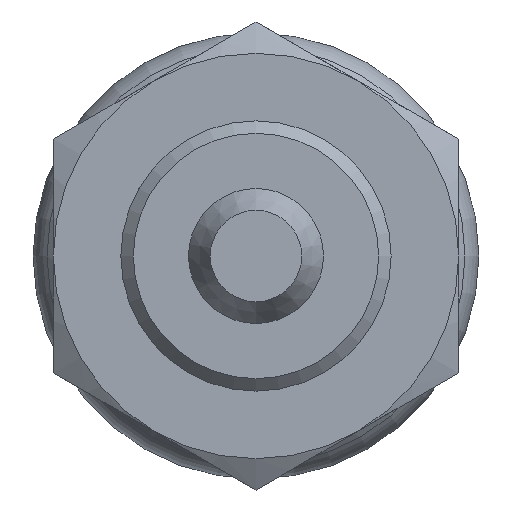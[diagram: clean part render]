
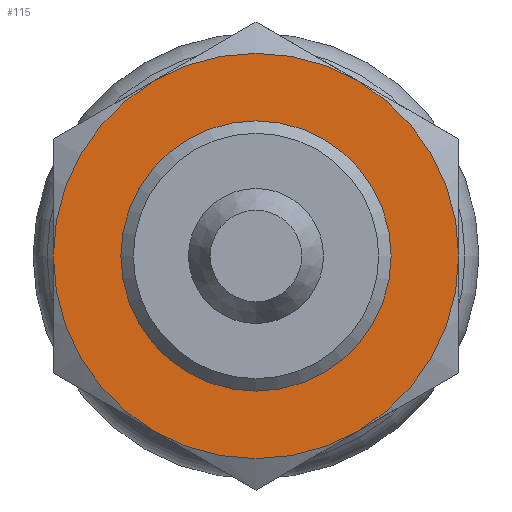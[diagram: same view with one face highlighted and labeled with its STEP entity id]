
A CAD part, front view. The second image highlights one B-rep face of the part: STEP entity #115.
In plain terms, the highlighted planar face has unit normal (0, -1, 0).
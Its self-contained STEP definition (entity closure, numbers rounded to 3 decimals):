
#115 = ADVANCED_FACE( '', ( #259, #260 ), #261, .F. );
#259 = FACE_BOUND( '', #431, .T. );
#260 = FACE_OUTER_BOUND( '', #432, .T. );
#261 = PLANE( '', #433 );
#431 = EDGE_LOOP( '', ( #694 ) );
#432 = EDGE_LOOP( '', ( #695, #696, #697, #698, #699, #700 ) );
#433 = AXIS2_PLACEMENT_3D( '', #701, #702, #703 );
#694 = ORIENTED_EDGE( '', *, *, #984, .F. );
#695 = ORIENTED_EDGE( '', *, *, #985, .T. );
#696 = ORIENTED_EDGE( '', *, *, #986, .T. );
#697 = ORIENTED_EDGE( '', *, *, #987, .T. );
#698 = ORIENTED_EDGE( '', *, *, #974, .T. );
#699 = ORIENTED_EDGE( '', *, *, #963, .T. );
#700 = ORIENTED_EDGE( '', *, *, #942, .T. );
#701 = CARTESIAN_POINT( '', ( 15., -31., 0. ) );
#702 = DIRECTION( '', ( 0., 1., 0. ) );
#703 = DIRECTION( '', ( 0., 0., 1. ) );
#942 = EDGE_CURVE( '', #1061, #1091, #1110, .T. );
#963 = EDGE_CURVE( '', #1098, #1061, #1141, .T. );
#974 = EDGE_CURVE( '', #1074, #1098, #1155, .T. );
#984 = EDGE_CURVE( '', #1169, #1169, #1170, .F. );
#985 = EDGE_CURVE( '', #1091, #1165, #1171, .T. );
#986 = EDGE_CURVE( '', #1165, #1172, #1173, .T. );
#987 = EDGE_CURVE( '', #1172, #1074, #1174, .T. );
#1061 = VERTEX_POINT( '', #1281 );
#1074 = VERTEX_POINT( '', #1320 );
#1091 = VERTEX_POINT( '', #1363 );
#1098 = VERTEX_POINT( '', #1396 );
#1110 = CIRCLE( '', #1432, 15. );
#1141 = CIRCLE( '', #1489, 15. );
#1155 = CIRCLE( '', #1503, 15. );
#1165 = VERTEX_POINT( '', #1528 );
#1169 = VERTEX_POINT( '', #1546 );
#1170 = CIRCLE( '', #1547, 10. );
#1171 = CIRCLE( '', #1548, 15. );
#1172 = VERTEX_POINT( '', #1549 );
#1173 = CIRCLE( '', #1550, 15. );
#1174 = CIRCLE( '', #1551, 15. );
#1281 = CARTESIAN_POINT( '', ( -7.5, -31., -12.99 ) );
#1320 = CARTESIAN_POINT( '', ( -7.5, -31., 12.99 ) );
#1363 = CARTESIAN_POINT( '', ( 7.5, -31., -12.99 ) );
#1396 = CARTESIAN_POINT( '', ( -15., -31., 0. ) );
#1432 = AXIS2_PLACEMENT_3D( '', #1697, #1698, #1699 );
#1489 = AXIS2_PLACEMENT_3D( '', #1726, #1727, #1728 );
#1503 = AXIS2_PLACEMENT_3D( '', #1750, #1751, #1752 );
#1528 = CARTESIAN_POINT( '', ( 15., -31., 0. ) );
#1546 = CARTESIAN_POINT( '', ( 0., -31., 10. ) );
#1547 = AXIS2_PLACEMENT_3D( '', #1757, #1758, #1759 );
#1548 = AXIS2_PLACEMENT_3D( '', #1760, #1761, #1762 );
#1549 = CARTESIAN_POINT( '', ( 7.5, -31., 12.99 ) );
#1550 = AXIS2_PLACEMENT_3D( '', #1763, #1764, #1765 );
#1551 = AXIS2_PLACEMENT_3D( '', #1766, #1767, #1768 );
#1697 = CARTESIAN_POINT( '', ( 0., -31., 0. ) );
#1698 = DIRECTION( '', ( 0., -1., 0. ) );
#1699 = DIRECTION( '', ( 0., 0., -1. ) );
#1726 = CARTESIAN_POINT( '', ( 0., -31., 0. ) );
#1727 = DIRECTION( '', ( 0., -1., 0. ) );
#1728 = DIRECTION( '', ( 0., 0., -1. ) );
#1750 = CARTESIAN_POINT( '', ( 0., -31., 0. ) );
#1751 = DIRECTION( '', ( 0., -1., 0. ) );
#1752 = DIRECTION( '', ( 0., 0., -1. ) );
#1757 = CARTESIAN_POINT( '', ( 0., -31., 0. ) );
#1758 = DIRECTION( '', ( 0., 1., 0. ) );
#1759 = DIRECTION( '', ( 0., 0., 1. ) );
#1760 = CARTESIAN_POINT( '', ( 0., -31., 0. ) );
#1761 = DIRECTION( '', ( 0., -1., 0. ) );
#1762 = DIRECTION( '', ( 0., 0., -1. ) );
#1763 = CARTESIAN_POINT( '', ( 0., -31., 0. ) );
#1764 = DIRECTION( '', ( 0., -1., 0. ) );
#1765 = DIRECTION( '', ( 0., 0., -1. ) );
#1766 = CARTESIAN_POINT( '', ( 0., -31., 0. ) );
#1767 = DIRECTION( '', ( 0., -1., 0. ) );
#1768 = DIRECTION( '', ( 0., 0., -1. ) );
